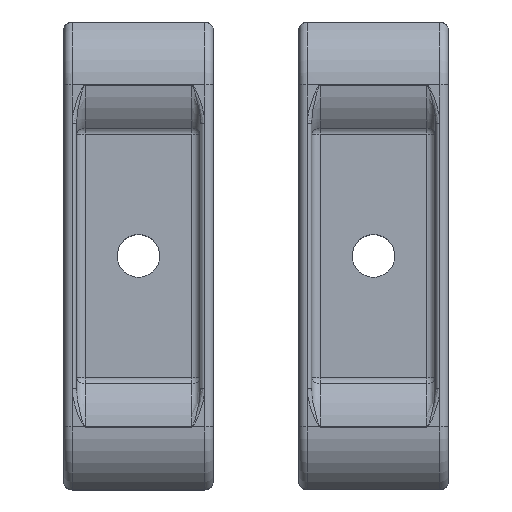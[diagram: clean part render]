
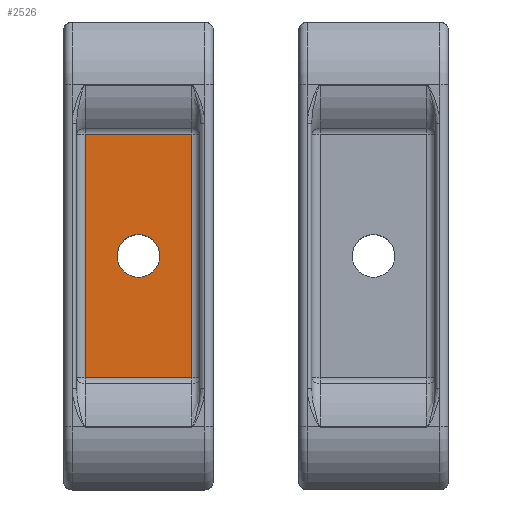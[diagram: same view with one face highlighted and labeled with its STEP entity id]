
A CAD part, top view. The second image highlights one B-rep face of the part: STEP entity #2526.
In plain terms, the highlighted planar face has unit normal (0, 0, 1).
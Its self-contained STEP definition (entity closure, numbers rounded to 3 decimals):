
#112=CARTESIAN_POINT('',(12.5,40.0,-5.0));
#113=VERTEX_POINT('',#112);
#114=CARTESIAN_POINT('',(17.5,40.0,-5.0));
#115=DIRECTION('',(0.0,0.0,-1.0));
#116=DIRECTION('',(1.0,0.0,0.0));
#117=AXIS2_PLACEMENT_3D('',#114,#115,#116);
#118=CIRCLE('',#117,5.0);
#119=EDGE_CURVE('',#113,#113,#118,.T.);
#2253=CARTESIAN_POINT('',(5.,11.533,-5.0));
#2254=VERTEX_POINT('',#2253);
#2262=CARTESIAN_POINT('',(5.0,68.467,-5.0));
#2263=VERTEX_POINT('',#2262);
#2264=CARTESIAN_POINT('',(5.,11.533,-5.0));
#2265=DIRECTION('',(0.0,1.0,0.0));
#2266=VECTOR('',#2265,56.935);
#2267=LINE('',#2264,#2266);
#2268=EDGE_CURVE('',#2254,#2263,#2267,.T.);
#2355=CARTESIAN_POINT('',(30.0,68.467,-5.0));
#2356=VERTEX_POINT('',#2355);
#2364=CARTESIAN_POINT('',(30.,11.533,-5.0));
#2365=VERTEX_POINT('',#2364);
#2366=CARTESIAN_POINT('',(30.,68.467,-5.0));
#2367=DIRECTION('',(0.0,-1.0,0.0));
#2368=VECTOR('',#2367,56.935);
#2369=LINE('',#2366,#2368);
#2370=EDGE_CURVE('',#2356,#2365,#2369,.T.);
#2486=CARTESIAN_POINT('',(30.,11.533,-5.0));
#2487=DIRECTION('',(-1.0,0.0,0.0));
#2488=VECTOR('',#2487,25.);
#2489=LINE('',#2486,#2488);
#2490=EDGE_CURVE('',#2365,#2254,#2489,.T.);
#2501=CARTESIAN_POINT('',(5.0,68.467,-5.0));
#2502=DIRECTION('',(1.0,0.0,0.0));
#2503=VECTOR('',#2502,25.0);
#2504=LINE('',#2501,#2503);
#2505=EDGE_CURVE('',#2263,#2356,#2504,.T.);
#2512=CARTESIAN_POINT('',(17.5,40.,-5.0));
#2513=DIRECTION('',(0.0,0.0,1.0));
#2514=DIRECTION('',(1.0,0.0,0.0));
#2515=AXIS2_PLACEMENT_3D('',#2512,#2513,#2514);
#2516=PLANE('',#2515);
#2517=ORIENTED_EDGE('',*,*,#2268,.F.);
#2518=ORIENTED_EDGE('',*,*,#2490,.F.);
#2519=ORIENTED_EDGE('',*,*,#2370,.F.);
#2520=ORIENTED_EDGE('',*,*,#2505,.F.);
#2521=EDGE_LOOP('',(#2517,#2518,#2519,#2520));
#2522=FACE_OUTER_BOUND('',#2521,.T.);
#2523=ORIENTED_EDGE('',*,*,#119,.T.);
#2524=EDGE_LOOP('',(#2523));
#2525=FACE_BOUND('',#2524,.T.);
#2526=ADVANCED_FACE('',(#2522,#2525),#2516,.T.);
